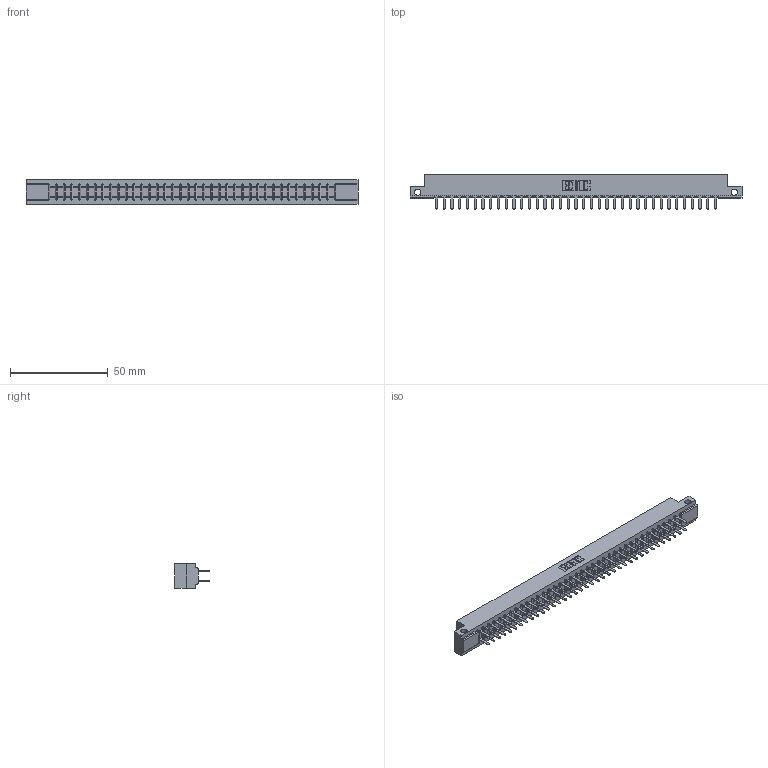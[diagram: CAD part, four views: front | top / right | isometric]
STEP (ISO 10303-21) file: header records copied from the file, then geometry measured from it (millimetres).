
FILE_DESCRIPTION (( 'STEP AP203' ), '1' );
FILE_NAME ('357-074-520-212.STEP', '2019-09-19T12:09:55', ( '' ), ( '' ), 'SwSTEP 2.0', 'SolidWorks 2016', '' );
FILE_SCHEMA (( 'CONFIG_CONTROL_DESIGN' ));
Length unit declared in the file: inch
Products named in the file (3): 307-290-001_520; 307 Part_.128 Dia Side Mounting Holes; 357-074-520-212
Assembly tree (75 placements, depth 2):
  357-074-520-212
    307 Part_.128 Dia Side Mounting Holes
    307-290-001_520  x74
Bounding box: 169.62 x 17.42 x 12.7 mm (x, y, z)
Volume: 17913.9 mm3; surface area: 21922.1 mm2
Topology: 75 solids, 75 shells, 3560 faces, 9943 edges, 6426 vertices
Faces by surface type: plane 2364, cylinder 1120, sphere 76
Entity records: 33490 total; most frequent: CARTESIAN_POINT 5477, ORIENTED_EDGE 5426, DIRECTION 5367, EDGE_CURVE 2713, VECTOR 2079, LINE 2079, VERTEX_POINT 1754, AXIS2_PLACEMENT_3D 1644
